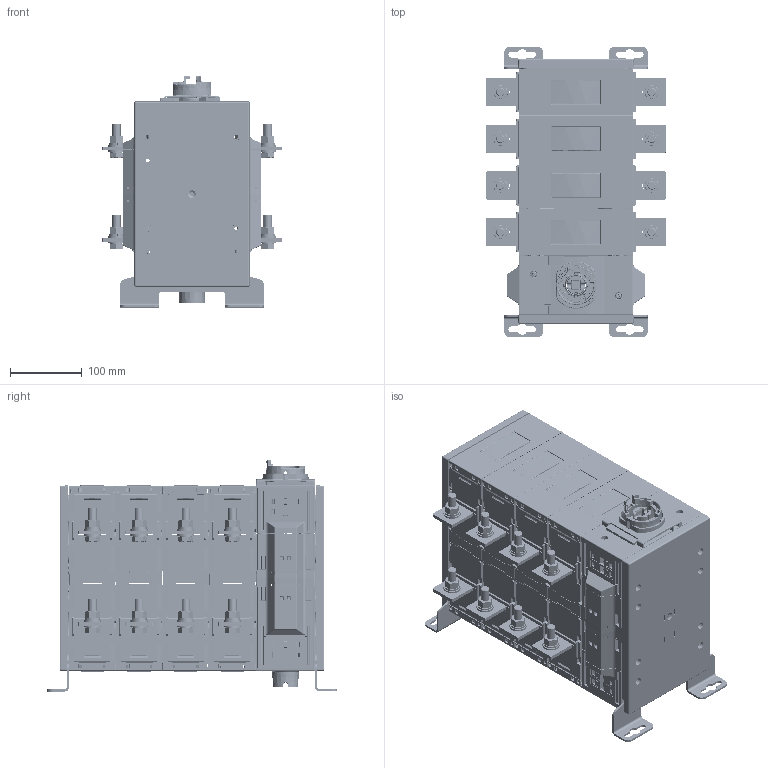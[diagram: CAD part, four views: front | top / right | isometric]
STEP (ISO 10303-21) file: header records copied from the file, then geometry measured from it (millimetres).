
FILE_DESCRIPTION(/* description */ (''),/* implementation_level */ '2;1');
FILE_NAME(/* name */ 'FILE_STP_CAD_DRAWING_3d_GLC0631_800T4C1____prt.stp',/* time_stamp */ '2023-04-21T16:20:14+02:00',/* author */ (''),/* organization */ (''),/* preprocessor_version */ 'ST-DEVELOPER v16.7',/* originating_system */ 'SIEMENS PLM Software NX 12.0',/* authorisation */ '');
FILE_SCHEMA (('AUTOMOTIVE_DESIGN { 1 0 10303 214 3 1 1 1 }'));
Products named in the file (1): 3d_GLC0631_800T4C1___
Bounding box: 249.75 x 404.5 x 321.85 mm (x, y, z)
Surface area: 1335887 mm2 (no closed solid volume)
Topology: 0 solids, 268 shells, 5753 faces, 27154 edges, 20980 vertices
Faces by surface type: plane 3276, cylinder 1471, bspline 421, cone 398, torus 128, sphere 59
Full cylindrical faces by diameter (mm): 5.5 x1, 10.579 x4, 11.732 x16, 13 x1, 16.63 x16, 24 x32
Entity records: 293570 total; most frequent: CARTESIAN_POINT 82006, DIRECTION 42556, ORIENTED_EDGE 37554, EDGE_CURVE 26914, VERTEX_POINT 20948, LINE 16544, VECTOR 16544, AXIS2_PLACEMENT_3D 13006
